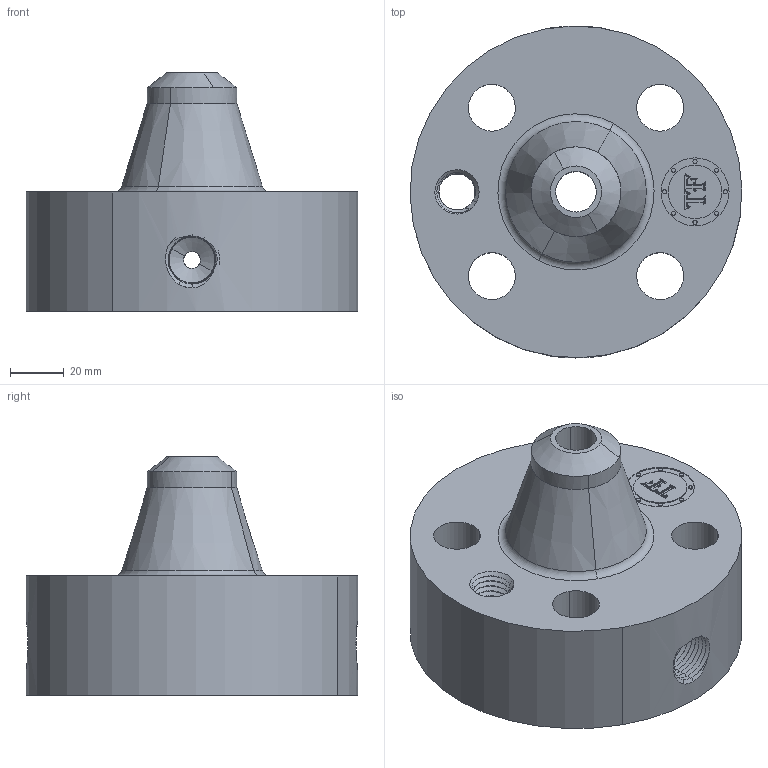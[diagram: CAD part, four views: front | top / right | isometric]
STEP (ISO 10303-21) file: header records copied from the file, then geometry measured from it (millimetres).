
FILE_DESCRIPTION(('3D STEP'),'2;1');
FILE_NAME('1-300-RTJ-WELD-NECK- XXH-ORIF-FLANGE.stp','2013-10-19T07:44:35+00:00',('Texas Flange'),(''),'CATIA Version 5 Release 20 SP 6 (IN-10)','CATIA V5 STEP AP214','800-826-3801');
FILE_SCHEMA(('AUTOMOTIVE_DESIGN { 1 0 10303 214 1 1 1 1 }'));
Length unit declared in the file: inch
Products named in the file (1): 1-300-RTJ-WELD-NECK- XXH-ORIF-FLANGE
Bounding box: 123.92 x 123.95 x 88.9 mm (x, y, z)
Volume: 507797.8 mm3; surface area: 66765.5 mm2
Topology: 1 solids, 1 shells, 789 faces, 2140 edges, 1373 vertices
Faces by surface type: plane 370, bspline 266, cylinder 91, cone 52, torus 6, revolution 4
Entity records: 33616 total; most frequent: CARTESIAN_POINT 14178, ORIENTED_EDGE 4280, EDGE_CURVE 2140, DIRECTION 2064, VERTEX_POINT 1373, VECTOR 1183, LINE 1183, B_SPLINE_CURVE_WITH_KNOTS 848
